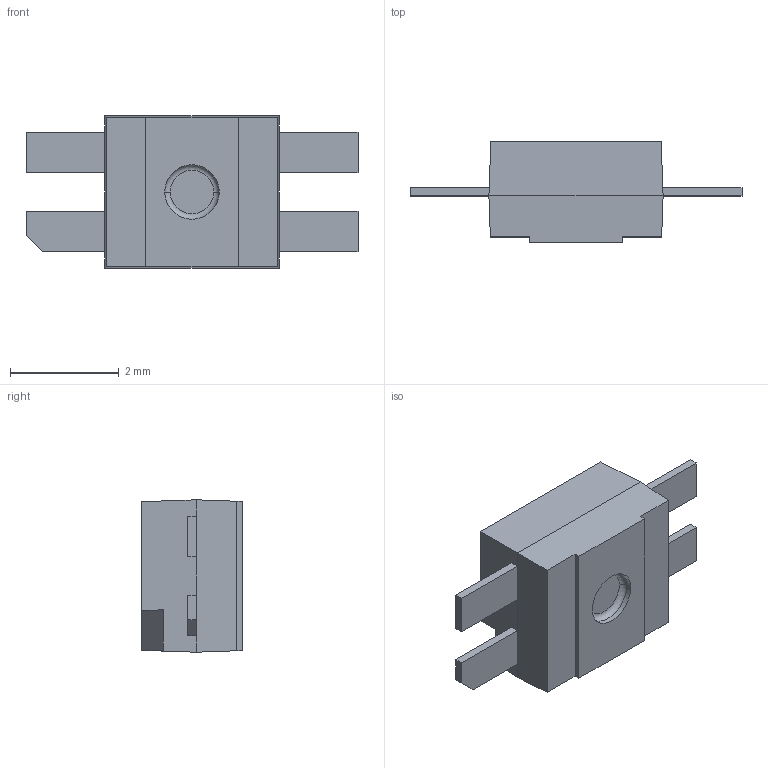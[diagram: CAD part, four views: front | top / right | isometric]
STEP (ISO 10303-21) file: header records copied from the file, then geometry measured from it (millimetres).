
FILE_DESCRIPTION (( 'STEP AP214' ), '1' );
FILE_NAME ('T36K3BGR-05D000121U1930.STEP', '2022-07-12T02:26:22', ( '' ), ( '' ), 'SwSTEP 2.0', 'SolidWorks 2017', '' );
FILE_SCHEMA (( 'AUTOMOTIVE_DESIGN' ));
Length unit declared in the file: millimetre
Products named in the file (1): T36K3BGR-05D000121U1930
Bounding box: 6.1 x 1.85 x 2.8 mm (x, y, z)
Volume: 13.4 mm3; surface area: 54.6 mm2
Topology: 5 solids, 5 shells, 69 faces, 157 edges, 100 vertices
Faces by surface type: plane 63, torus 2, cylinder 2, cone 2
Entity records: 1961 total; most frequent: CARTESIAN_POINT 327, ORIENTED_EDGE 314, DIRECTION 309, EDGE_CURVE 157, VECTOR 145, LINE 145, VERTEX_POINT 100, AXIS2_PLACEMENT_3D 82
